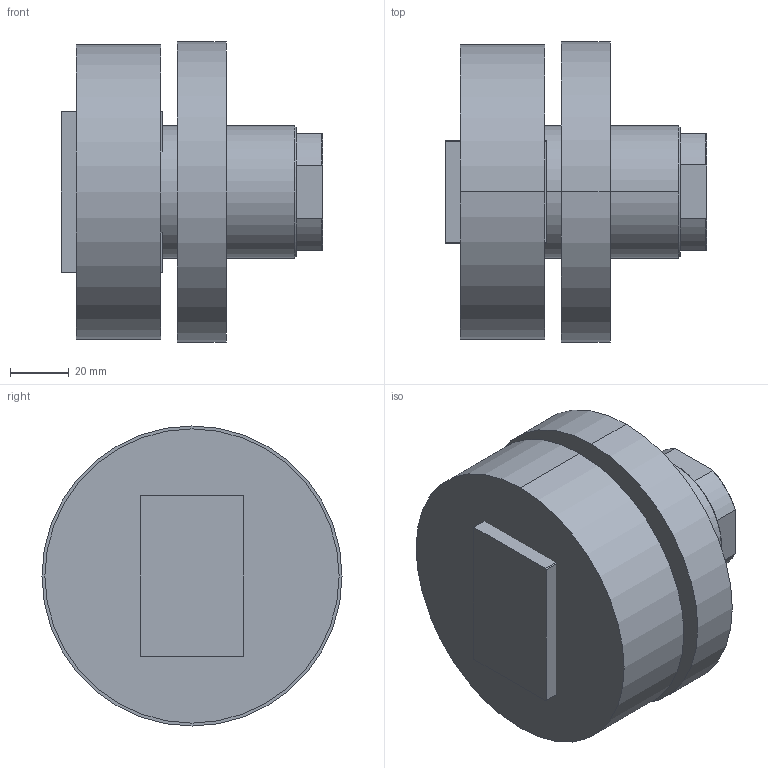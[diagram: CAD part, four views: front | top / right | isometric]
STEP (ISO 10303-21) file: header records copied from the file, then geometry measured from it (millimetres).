
FILE_DESCRIPTION (( 'STEP AP203' ), '1' );
FILE_NAME ('0b8f.STEP', '2021-11-04T10:50:33', ( '' ), ( '' ), 'SwSTEP 2.0', 'SolidWorks 2019', '' );
FILE_SCHEMA (( 'CONFIG_CONTROL_DESIGN' ));
Length unit declared in the file: millimetre
Products named in the file (4): V450CM_E_VCP 117413ef6a1dfacc56787b04ea7cd6c8; 0b8f; V450CM_E 117413ef6a1dfacc56787b04ea7cd6c8; V450CM_VC_B 117413ef6a1dfacc56787b04ea7cd6c8
Assembly tree (3 placements, depth 2):
  0b8f
    V450CM_E 117413ef6a1dfacc56787b04ea7cd6c8
    V450CM_E_VCP 117413ef6a1dfacc56787b04ea7cd6c8
    V450CM_VC_B 117413ef6a1dfacc56787b04ea7cd6c8
Bounding box: 88.75 x 102 x 102 mm (x, y, z)
Volume: 489075 mm3; surface area: 72794.2 mm2
Topology: 4 solids, 4 shells, 146 faces, 348 edges, 225 vertices
Faces by surface type: plane 56, bspline 54, cylinder 22, cone 14
Entity records: 6674 total; most frequent: CARTESIAN_POINT 3217, ORIENTED_EDGE 692, DIRECTION 486, EDGE_CURVE 346, VERTEX_POINT 225, VECTOR 170, LINE 170, EDGE_LOOP 167
